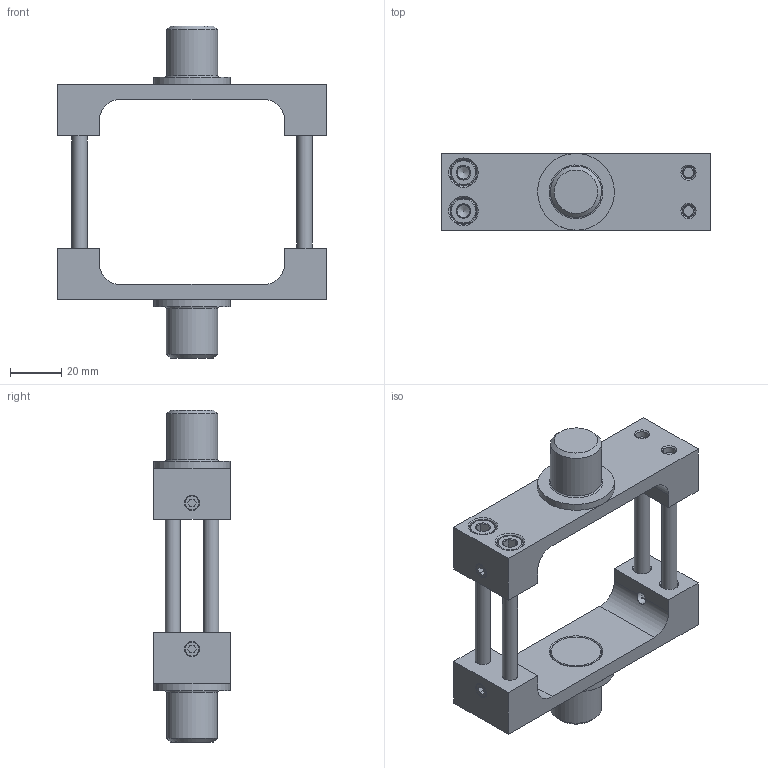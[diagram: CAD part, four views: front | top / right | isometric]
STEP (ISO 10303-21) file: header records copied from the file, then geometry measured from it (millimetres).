
FILE_DESCRIPTION((''),'2;1');
FILE_NAME('CERI63X.stp','2014-09-25T15:22:35',('pc6'),(''),'Autodesk Inventor 2011','Autodesk Inventor 2011','');
FILE_SCHEMA(('AUTOMOTIVE_DESIGN { 1 0 10303 214 1 1 1 1 }'));
Length unit declared in the file: millimetre
Products named in the file (5): CERI63X; STF63X; VM675; GRM616; PPC6380X
Assembly tree (12 placements, depth 2):
  CERI63X
    STF63X  x2
    VM675  x4
    GRM616  x4
    PPC6380X  x2
Bounding box: 105 x 30 x 129.8 mm (x, y, z)
Volume: 87571.5 mm3; surface area: 38849.5 mm2
Topology: 12 solids, 12 shells, 230 faces, 526 edges, 334 vertices
Faces by surface type: plane 130, cone 56, cylinder 42, torus 2
Full cylindrical faces by diameter (mm): 4.917 x8, 6 x8, 6.5 x4, 10 x4, 10.5 x4, 19.6 x2, 20 x6, 30 x2
Entity records: 2306 total; most frequent: CARTESIAN_POINT 419, DIRECTION 390, ORIENTED_EDGE 284, AXIS2_PLACEMENT_3D 163, EDGE_CURVE 142, EDGE_LOOP 140, VERTEX_POINT 112, FACE_OUTER_BOUND 82
